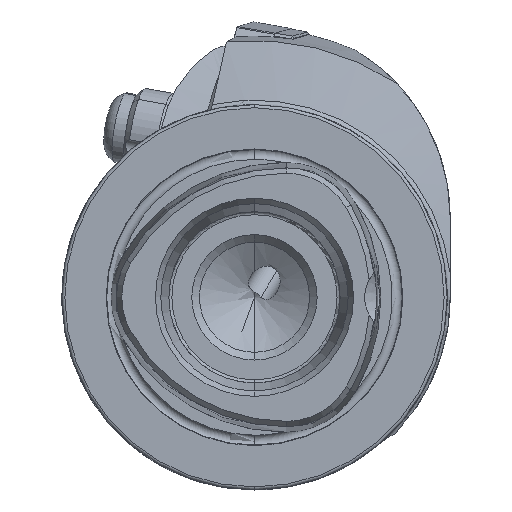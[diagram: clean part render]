
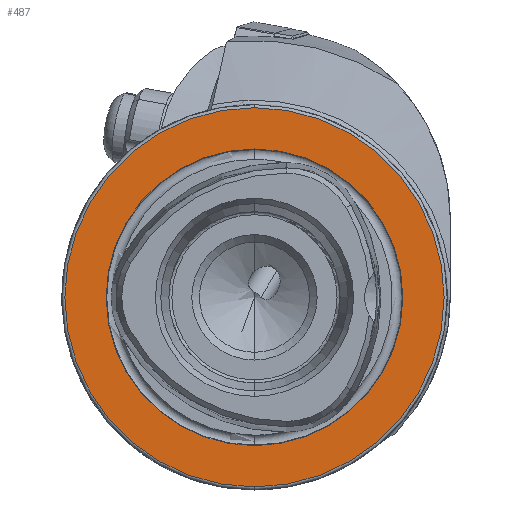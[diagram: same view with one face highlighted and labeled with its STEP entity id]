
A CAD part, left-side view. The second image highlights one B-rep face of the part: STEP entity #487.
In plain terms, the highlighted planar face has unit normal (-1, 0, 0).
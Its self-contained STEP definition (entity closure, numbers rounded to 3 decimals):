
#487 = ADVANCED_FACE ( 'NONE', ( #4296, #4275 ), #5351, .F. ) ;
#1579 = EDGE_CURVE ( 'NONE', #2379, #2378, #5937, .T. ) ;
#1580 = EDGE_CURVE ( 'NONE', #2376, #2374, #5936, .T. ) ;
#2027 = EDGE_LOOP ( 'NONE', ( #14834, #14835 ) ) ;
#2028 = EDGE_LOOP ( 'NONE', ( #14832, #14833 ) ) ;
#2374 = VERTEX_POINT ( 'NONE', #9340 ) ;
#2376 = VERTEX_POINT ( 'NONE', #9342 ) ;
#2378 = VERTEX_POINT ( 'NONE', #9344 ) ;
#2379 = VERTEX_POINT ( 'NONE', #9345 ) ;
#2945 = EDGE_CURVE ( 'NONE', #2374, #2376, #6188, .T. ) ;
#2949 = EDGE_CURVE ( 'NONE', #2378, #2379, #6200, .T. ) ;
#4275 = FACE_OUTER_BOUND ( 'NONE', #2027, .T. ) ;
#4296 = FACE_BOUND ( 'NONE', #2028, .T. ) ;
#4731 = AXIS2_PLACEMENT_3D ( 'NONE', #5348, #5353, #5354 ) ;
#5348 = CARTESIAN_POINT ( 'NONE',  ( 0., 24.25, 0. ) ) ;
#5351 = PLANE ( 'NONE',  #4731 ) ;
#5353 = DIRECTION ( 'NONE',  ( 1., 0., 0. ) ) ;
#5354 = DIRECTION ( 'NONE',  ( 0., 0., -1. ) ) ;
#5936 = CIRCLE ( 'NONE', #7963, 24.25 ) ;
#5937 = CIRCLE ( 'NONE', #7962, 31. ) ;
#6188 = CIRCLE ( 'NONE', #8054, 24.25 ) ;
#6200 = CIRCLE ( 'NONE', #8057, 31. ) ;
#7962 = AXIS2_PLACEMENT_3D ( 'NONE', #8995, #8996, #8997 ) ;
#7963 = AXIS2_PLACEMENT_3D ( 'NONE', #8999, #9000, #9001 ) ;
#8054 = AXIS2_PLACEMENT_3D ( 'NONE', #10204, #10205, #10206 ) ;
#8057 = AXIS2_PLACEMENT_3D ( 'NONE', #10215, #10216, #10217 ) ;
#8995 = CARTESIAN_POINT ( 'NONE',  ( 0., 0., 0. ) ) ;
#8996 = DIRECTION ( 'NONE',  ( -1., 0., 0. ) ) ;
#8997 = DIRECTION ( 'NONE',  ( 0., 0., 1. ) ) ;
#8999 = CARTESIAN_POINT ( 'NONE',  ( 0., 0., 0. ) ) ;
#9000 = DIRECTION ( 'NONE',  ( -1., 0., 0. ) ) ;
#9001 = DIRECTION ( 'NONE',  ( 0., 0., 1. ) ) ;
#9340 = CARTESIAN_POINT ( 'NONE',  ( 0., 0., -24.25 ) ) ;
#9342 = CARTESIAN_POINT ( 'NONE',  ( 0., 0., 24.25 ) ) ;
#9344 = CARTESIAN_POINT ( 'NONE',  ( 0., 0., 31. ) ) ;
#9345 = CARTESIAN_POINT ( 'NONE',  ( 0., 0., -31. ) ) ;
#10204 = CARTESIAN_POINT ( 'NONE',  ( 0., 0., 0. ) ) ;
#10205 = DIRECTION ( 'NONE',  ( -1., 0., 0. ) ) ;
#10206 = DIRECTION ( 'NONE',  ( 0., 0., 1. ) ) ;
#10215 = CARTESIAN_POINT ( 'NONE',  ( 0., 0., 0. ) ) ;
#10216 = DIRECTION ( 'NONE',  ( -1., 0., 0. ) ) ;
#10217 = DIRECTION ( 'NONE',  ( 0., 0., 1. ) ) ;
#14832 = ORIENTED_EDGE ( 'NONE', *, *, #1580, .F. ) ;
#14833 = ORIENTED_EDGE ( 'NONE', *, *, #2945, .F. ) ;
#14834 = ORIENTED_EDGE ( 'NONE', *, *, #2949, .T. ) ;
#14835 = ORIENTED_EDGE ( 'NONE', *, *, #1579, .T. ) ;
